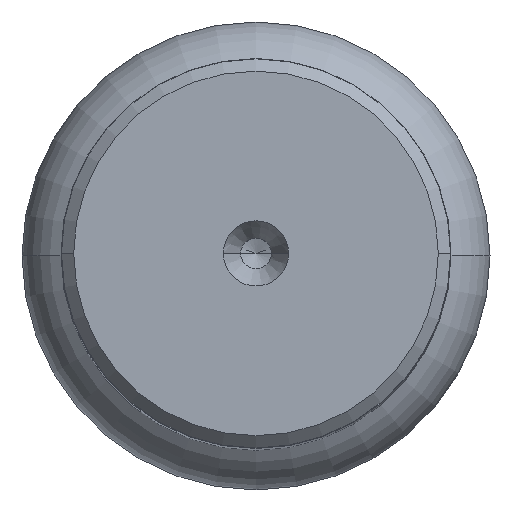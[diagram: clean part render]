
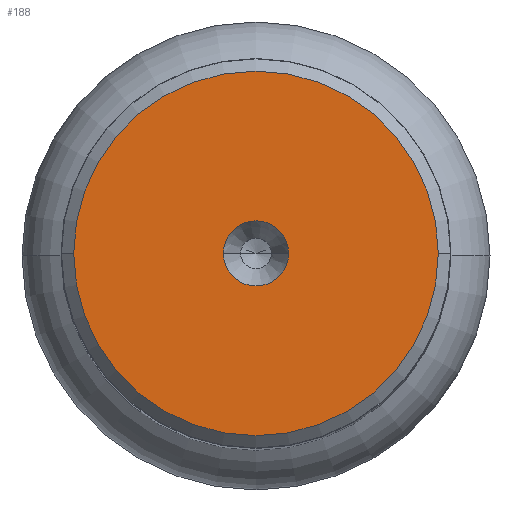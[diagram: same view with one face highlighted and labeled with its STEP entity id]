
A CAD part, top view. The second image highlights one B-rep face of the part: STEP entity #188.
In plain terms, the highlighted planar face has unit normal (0, 0, 1).
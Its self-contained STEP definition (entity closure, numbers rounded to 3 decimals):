
#130=PLANE('',#946);
#137=FACE_BOUND('',#293,.T.);
#138=FACE_BOUND('',#294,.T.);
#188=ADVANCED_FACE('',(#137,#138),#130,.F.);
#293=EDGE_LOOP('',(#477,#478,#479,#480));
#294=EDGE_LOOP('',(#481,#482));
#477=ORIENTED_EDGE('',*,*,#680,.F.);
#478=ORIENTED_EDGE('',*,*,#679,.F.);
#479=ORIENTED_EDGE('',*,*,#677,.F.);
#480=ORIENTED_EDGE('',*,*,#676,.F.);
#481=ORIENTED_EDGE('',*,*,#683,.F.);
#482=ORIENTED_EDGE('',*,*,#684,.F.);
#578=VERTEX_POINT('',#1446);
#579=VERTEX_POINT('',#1448);
#580=VERTEX_POINT('',#1450);
#581=VERTEX_POINT('',#1454);
#583=VERTEX_POINT('',#1462);
#584=VERTEX_POINT('',#1463);
#676=EDGE_CURVE('',#578,#579,#765,.T.);
#677=EDGE_CURVE('',#579,#580,#766,.T.);
#679=EDGE_CURVE('',#580,#581,#767,.T.);
#680=EDGE_CURVE('',#581,#578,#768,.T.);
#683=EDGE_CURVE('',#583,#584,#771,.T.);
#684=EDGE_CURVE('',#584,#583,#772,.T.);
#765=CIRCLE('',#935,14.84);
#766=CIRCLE('',#936,14.84);
#767=CIRCLE('',#938,14.84);
#768=CIRCLE('',#939,14.84);
#771=CIRCLE('',#944,2.65);
#772=CIRCLE('',#945,2.65);
#935=AXIS2_PLACEMENT_3D('',#1447,#1194,#1195);
#936=AXIS2_PLACEMENT_3D('',#1449,#1196,#1197);
#938=AXIS2_PLACEMENT_3D('',#1453,#1201,#1202);
#939=AXIS2_PLACEMENT_3D('',#1455,#1203,#1204);
#944=AXIS2_PLACEMENT_3D('',#1461,#1213,#1214);
#945=AXIS2_PLACEMENT_3D('',#1464,#1215,#1216);
#946=AXIS2_PLACEMENT_3D('',#1465,#1217,#1218);
#1194=DIRECTION('',(0.,0.,-1.));
#1195=DIRECTION('',(1.,0.,0.));
#1196=DIRECTION('',(0.,0.,-1.));
#1197=DIRECTION('',(0.,-1.,0.));
#1201=DIRECTION('',(0.,0.,-1.));
#1202=DIRECTION('',(-1.,0.,0.));
#1203=DIRECTION('',(0.,0.,-1.));
#1204=DIRECTION('',(0.,1.,0.));
#1213=DIRECTION('',(0.,0.,1.));
#1214=DIRECTION('',(-1.,0.,0.));
#1215=DIRECTION('',(0.,0.,1.));
#1216=DIRECTION('',(1.,0.,0.));
#1217=DIRECTION('',(0.,0.,-1.));
#1218=DIRECTION('',(-1.,0.,0.));
#1446=CARTESIAN_POINT('',(14.84,0.,0.));
#1447=CARTESIAN_POINT('',(0.,0.,0.));
#1448=CARTESIAN_POINT('',(0.,-14.84,0.));
#1449=CARTESIAN_POINT('',(0.,0.,0.));
#1450=CARTESIAN_POINT('',(-14.84,0.,0.));
#1453=CARTESIAN_POINT('',(0.,0.,0.));
#1454=CARTESIAN_POINT('',(0.,14.84,0.));
#1455=CARTESIAN_POINT('',(0.,0.,0.));
#1461=CARTESIAN_POINT('',(0.,0.,0.));
#1462=CARTESIAN_POINT('',(-2.65,0.,0.));
#1463=CARTESIAN_POINT('',(2.65,0.,0.));
#1464=CARTESIAN_POINT('',(0.,0.,0.));
#1465=CARTESIAN_POINT('',(0.,0.,0.));
